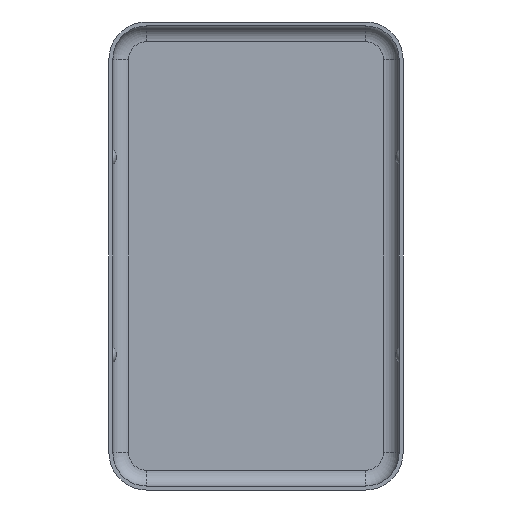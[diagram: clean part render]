
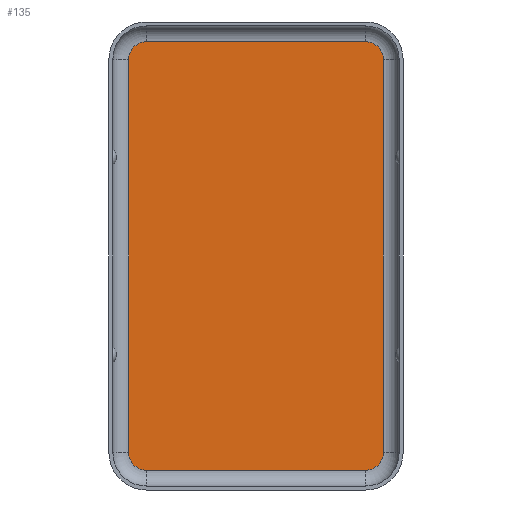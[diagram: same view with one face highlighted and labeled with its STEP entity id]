
A CAD part, front view. The second image highlights one B-rep face of the part: STEP entity #135.
In plain terms, the highlighted planar face has unit normal (0, -1, 0).
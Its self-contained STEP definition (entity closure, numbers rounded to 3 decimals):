
#135 = ADVANCED_FACE( 'NONE', ( #277 ), #278, .T. );
#277 = FACE_OUTER_BOUND( '', #488, .T. );
#278 = PLANE( '', #489 );
#488 = EDGE_LOOP( '', ( #803, #804, #805, #806, #807, #808, #809, #810 ) );
#489 = AXIS2_PLACEMENT_3D( '', #811, #812, #813 );
#803 = ORIENTED_EDGE( '', *, *, #997, .F. );
#804 = ORIENTED_EDGE( '', *, *, #948, .F. );
#805 = ORIENTED_EDGE( '', *, *, #967, .F. );
#806 = ORIENTED_EDGE( '', *, *, #926, .T. );
#807 = ORIENTED_EDGE( '', *, *, #976, .T. );
#808 = ORIENTED_EDGE( '', *, *, #998, .F. );
#809 = ORIENTED_EDGE( '', *, *, #988, .T. );
#810 = ORIENTED_EDGE( '', *, *, #962, .T. );
#811 = CARTESIAN_POINT( '', ( 5.55, 0., -9.95 ) );
#812 = DIRECTION( '', ( 0., -1., 0. ) );
#813 = DIRECTION( '', ( 0., 0., -1. ) );
#926 = EDGE_CURVE( 'NONE', #1091, #1089, #1092, .T. );
#948 = EDGE_CURVE( 'NONE', #1120, #1122, #1123, .T. );
#962 = EDGE_CURVE( 'NONE', #1142, #1140, #1143, .T. );
#967 = EDGE_CURVE( 'NONE', #1091, #1120, #1148, .T. );
#976 = EDGE_CURVE( 'NONE', #1089, #1156, #1158, .T. );
#988 = EDGE_CURVE( 'NONE', #1173, #1142, #1174, .T. );
#997 = EDGE_CURVE( 'NONE', #1122, #1140, #1184, .T. );
#998 = EDGE_CURVE( 'NONE', #1173, #1156, #1185, .T. );
#1089 = VERTEX_POINT( 'NONE', #1295 );
#1091 = VERTEX_POINT( 'NONE', #1297 );
#1092 = CIRCLE( '', #1298, 0.9 );
#1120 = VERTEX_POINT( 'NONE', #1333 );
#1122 = VERTEX_POINT( 'NONE', #1335 );
#1123 = CIRCLE( '', #1336, 0.9 );
#1140 = VERTEX_POINT( 'NONE', #1354 );
#1142 = VERTEX_POINT( 'NONE', #1356 );
#1143 = CIRCLE( '', #1357, 0.9 );
#1148 = LINE( '', #1362, #1363 );
#1156 = VERTEX_POINT( 'NONE', #1375 );
#1158 = LINE( '', #1377, #1378 );
#1173 = VERTEX_POINT( 'NONE', #1397 );
#1174 = LINE( '', #1398, #1399 );
#1184 = LINE( '', #1410, #1411 );
#1185 = CIRCLE( '', #1412, 0.9 );
#1295 = CARTESIAN_POINT( '', ( 5.55, 0., 10.85 ) );
#1297 = CARTESIAN_POINT( '', ( 6.45, 0., 9.95 ) );
#1298 = AXIS2_PLACEMENT_3D( '', #1501, #1502, #1503 );
#1333 = CARTESIAN_POINT( '', ( 6.45, 0., -9.95 ) );
#1335 = CARTESIAN_POINT( '', ( 5.55, 0., -10.85 ) );
#1336 = AXIS2_PLACEMENT_3D( '', #1535, #1536, #1537 );
#1354 = CARTESIAN_POINT( '', ( -5.55, 0., -10.85 ) );
#1356 = CARTESIAN_POINT( '', ( -6.45, 0., -9.95 ) );
#1357 = AXIS2_PLACEMENT_3D( '', #1560, #1561, #1562 );
#1362 = CARTESIAN_POINT( '', ( 6.45, 0., 0. ) );
#1363 = VECTOR( '', #1569, 1000. );
#1375 = CARTESIAN_POINT( '', ( -5.55, 0., 10.85 ) );
#1377 = CARTESIAN_POINT( '', ( 5.55, 0., 10.85 ) );
#1378 = VECTOR( '', #1577, 1000. );
#1397 = CARTESIAN_POINT( '', ( -6.45, 0., 9.95 ) );
#1398 = CARTESIAN_POINT( '', ( -6.45, 0., 0. ) );
#1399 = VECTOR( '', #1591, 1000. );
#1410 = CARTESIAN_POINT( '', ( 5.55, 0., -10.85 ) );
#1411 = VECTOR( '', #1599, 1000. );
#1412 = AXIS2_PLACEMENT_3D( '', #1600, #1601, #1602 );
#1501 = CARTESIAN_POINT( '', ( 5.55, 0., 9.95 ) );
#1502 = DIRECTION( '', ( 0., -1., 0. ) );
#1503 = DIRECTION( '', ( 0., 0., -1. ) );
#1535 = CARTESIAN_POINT( '', ( 5.55, 0., -9.95 ) );
#1536 = DIRECTION( '', ( 0., 1., 0. ) );
#1537 = DIRECTION( '', ( 0., 0., 1. ) );
#1560 = CARTESIAN_POINT( '', ( -5.55, 0., -9.95 ) );
#1561 = DIRECTION( '', ( 0., -1., 0. ) );
#1562 = DIRECTION( '', ( 0., 0., 1. ) );
#1569 = DIRECTION( '', ( 0., 0., -1. ) );
#1577 = DIRECTION( '', ( -1., 0., 0. ) );
#1591 = DIRECTION( '', ( 0., 0., -1. ) );
#1599 = DIRECTION( '', ( -1., 0., 0. ) );
#1600 = CARTESIAN_POINT( '', ( -5.55, 0., 9.95 ) );
#1601 = DIRECTION( '', ( 0., 1., 0. ) );
#1602 = DIRECTION( '', ( 0., 0., -1. ) );
